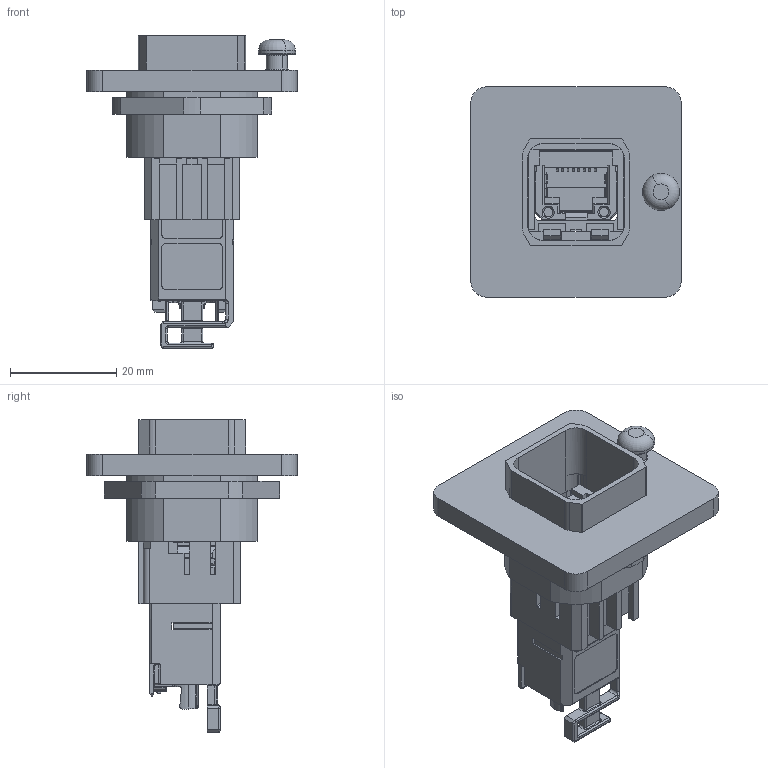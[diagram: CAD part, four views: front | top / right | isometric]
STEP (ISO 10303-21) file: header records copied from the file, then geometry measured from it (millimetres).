
FILE_DESCRIPTION(('CATIA V5 STEP Exchange','CAx-IF Rec.Pracs.--- Model Styling and Organization---1.4--- 2014-01-23'),'2;1');
FILE_NAME ('004832-3_0', '2022-02-22T13:56:28+00:00', ('none'), ('Weidmueller'), 'CATIA Version 5-6 Release 2016 SP3 HF44', 'CATIA V5 STEP AP214', 'none');
FILE_SCHEMA(('AUTOMOTIVE_DESIGN { 1 0 10303 214 1 1 1 1 }'));
Length unit declared in the file: millimetre
Products named in the file (1): 1058270000
Bounding box: 39.6 x 39.6 x 58.9 mm (x, y, z)
Volume: 15654.2 mm3; surface area: 15523.5 mm2
Topology: 4 solids, 4 shells, 1137 faces, 3138 edges, 2019 vertices
Faces by surface type: plane 668, cylinder 329, bspline 63, torus 50, extrusion 16, cone 8, sphere 3
Entity records: 38133 total; most frequent: CARTESIAN_POINT 10938, ORIENTED_EDGE 6258, DIRECTION 4538, EDGE_CURVE 3129, VECTOR 2201, LINE 2185, VERTEX_POINT 2019, AXIS2_PLACEMENT_3D 1376
